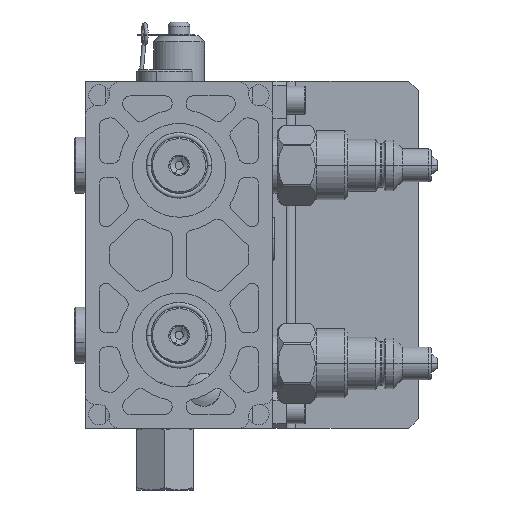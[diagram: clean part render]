
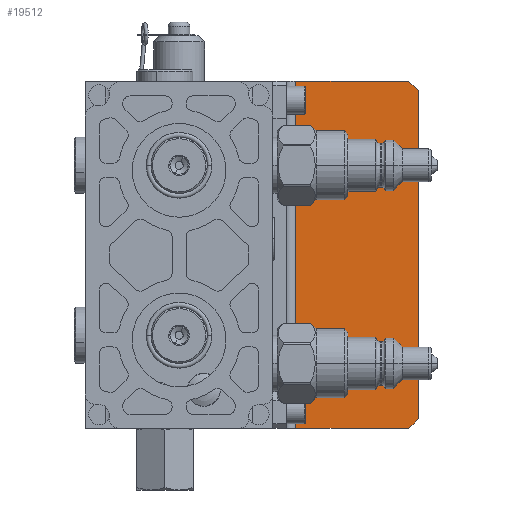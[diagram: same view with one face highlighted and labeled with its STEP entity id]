
A CAD part, front view. The second image highlights one B-rep face of the part: STEP entity #19512.
In plain terms, the highlighted planar face has unit normal (0, -1, 0).
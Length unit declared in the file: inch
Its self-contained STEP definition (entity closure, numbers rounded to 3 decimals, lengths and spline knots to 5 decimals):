
#921=DIRECTION('',(1.,0.,0.));
#922=VECTOR('',#921,1.5057);
#923=CARTESIAN_POINT('',(1.5543,2.0107,-2.31));
#924=LINE('',#923,#922);
#1740=DIRECTION('',(1.,0.,0.));
#1741=VECTOR('',#1740,1.5057);
#1742=CARTESIAN_POINT('',(1.5543,2.0107,2.32));
#1743=LINE('',#1742,#1741);
#1761=DIRECTION('',(0.707,0.,0.707));
#1762=VECTOR('',#1761,0.18385);
#1763=CARTESIAN_POINT('',(3.06,2.0107,-2.31));
#1764=LINE('',#1763,#1762);
#1773=DIRECTION('',(0.,0.,1.));
#1774=VECTOR('',#1773,4.63);
#1775=CARTESIAN_POINT('',(1.5543,2.0107,-2.31));
#1776=LINE('',#1775,#1774);
#8600=DIRECTION('',(0.707,0.,-0.707));
#8601=VECTOR('',#8600,0.18385);
#8602=CARTESIAN_POINT('',(3.06,2.0107,2.32));
#8603=LINE('',#8602,#8601);
#8604=DIRECTION('',(0.,0.,1.));
#8605=VECTOR('',#8604,4.37);
#8606=CARTESIAN_POINT('',(3.19,2.0107,-2.18));
#8607=LINE('',#8606,#8605);
#17705=CARTESIAN_POINT('',(3.06,2.0107,2.32));
#17707=VERTEX_POINT('',#17705);
#17709=CARTESIAN_POINT('',(3.19,2.0107,2.19));
#17711=VERTEX_POINT('',#17709);
#17713=CARTESIAN_POINT('',(3.06,2.0107,-2.31));
#17715=VERTEX_POINT('',#17713);
#17717=CARTESIAN_POINT('',(3.19,2.0107,-2.18));
#17719=VERTEX_POINT('',#17717);
#17721=CARTESIAN_POINT('',(1.5543,2.0107,2.32));
#17722=VERTEX_POINT('',#17721);
#17723=CARTESIAN_POINT('',(1.5543,2.0107,-2.31));
#17724=VERTEX_POINT('',#17723);
#19496=CARTESIAN_POINT('',(1.25,2.0107,-2.31));
#19497=DIRECTION('',(0.,-1.,0.));
#19498=DIRECTION('',(1.,0.,0.));
#19499=AXIS2_PLACEMENT_3D('',#19496,#19497,#19498);
#19500=PLANE('',#19499);
#19502=ORIENTED_EDGE('',*,*,#19501,.T.);
#19503=ORIENTED_EDGE('',*,*,#19454,.T.);
#19505=ORIENTED_EDGE('',*,*,#19504,.T.);
#19507=ORIENTED_EDGE('',*,*,#19506,.F.);
#19508=ORIENTED_EDGE('',*,*,#19488,.F.);
#19509=ORIENTED_EDGE('',*,*,#18901,.F.);
#19510=EDGE_LOOP('',(#19502,#19503,#19505,#19507,#19508,#19509));
#19511=FACE_OUTER_BOUND('',#19510,.F.);
#19512=ADVANCED_FACE('',(#19511),#19500,.T.);
#18901=EDGE_CURVE('',#17724,#17715,#924,.T.);
#19454=EDGE_CURVE('',#17722,#17707,#1743,.T.);
#19488=EDGE_CURVE('',#17715,#17719,#1764,.T.);
#19501=EDGE_CURVE('',#17724,#17722,#1776,.T.);
#19504=EDGE_CURVE('',#17707,#17711,#8603,.T.);
#19506=EDGE_CURVE('',#17719,#17711,#8607,.T.);
